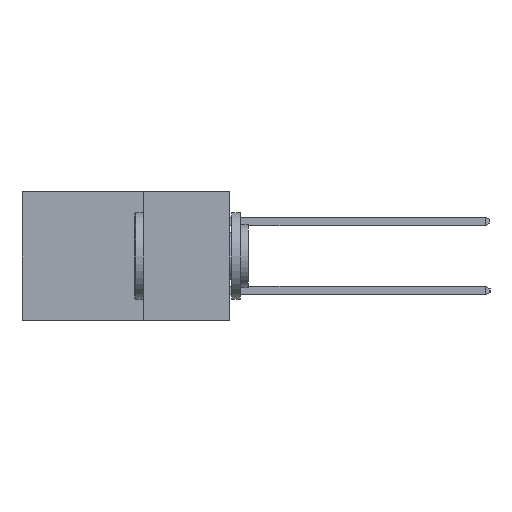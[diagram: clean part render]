
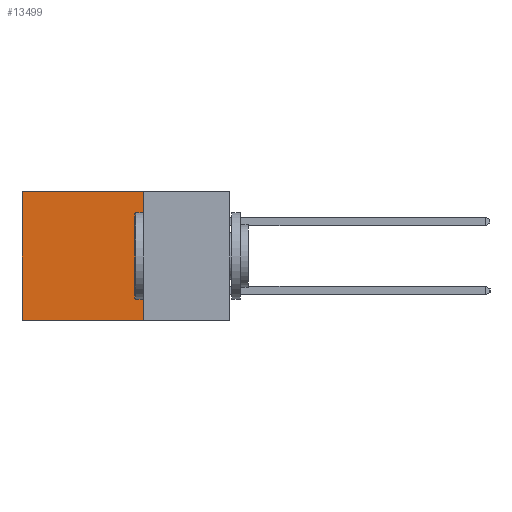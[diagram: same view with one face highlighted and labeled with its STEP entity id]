
A CAD part, left-side view. The second image highlights one B-rep face of the part: STEP entity #13499.
In plain terms, the highlighted planar face has unit normal (-1, 0, 0).
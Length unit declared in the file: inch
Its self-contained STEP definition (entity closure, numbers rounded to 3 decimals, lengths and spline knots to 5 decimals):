
#1067 = LINE ( 'NONE', #5887, #8344 ) ;
#1085 = LINE ( 'NONE', #5540, #11060 ) ;
#1427 = EDGE_LOOP ( 'NONE', ( #5827, #8217, #10623, #13943 ) ) ;
#1821 = EDGE_CURVE ( 'NONE', #3178, #4432, #10358, .T. ) ;
#2023 = CARTESIAN_POINT ( 'NONE',  ( 0.2615, 0.25, 0. ) ) ;
#3178 = VERTEX_POINT ( 'NONE', #3633 ) ;
#3633 = CARTESIAN_POINT ( 'NONE',  ( 0.2615, 0.25, 0. ) ) ;
#3656 = DIRECTION ( 'NONE',  ( 0., 1., 0. ) ) ;
#4432 = VERTEX_POINT ( 'NONE', #5246 ) ;
#4920 = PLANE ( 'NONE',  #12982 ) ;
#5246 = CARTESIAN_POINT ( 'NONE',  ( 0.2615, 0.6, 0. ) ) ;
#5425 = DIRECTION ( 'NONE',  ( 0., 0., -1. ) ) ;
#5457 = EDGE_CURVE ( 'NONE', #3178, #15446, #1085, .T. ) ;
#5540 = CARTESIAN_POINT ( 'NONE',  ( 0.2615, 0.25, -0.37 ) ) ;
#5795 = DIRECTION ( 'NONE',  ( 0., 1., 0. ) ) ;
#5827 = ORIENTED_EDGE ( 'NONE', *, *, #5840, .T. ) ;
#5840 = EDGE_CURVE ( 'NONE', #4432, #16969, #1067, .T. ) ;
#5887 = CARTESIAN_POINT ( 'NONE',  ( 0.2615, 0.6, -0.37 ) ) ;
#6560 = DIRECTION ( 'NONE',  ( 0., 0., -1. ) ) ;
#7601 = DIRECTION ( 'NONE',  ( 0., 0., -1. ) ) ;
#7772 = EDGE_CURVE ( 'NONE', #15446, #16969, #15273, .T. ) ;
#8217 = ORIENTED_EDGE ( 'NONE', *, *, #7772, .F. ) ;
#8344 = VECTOR ( 'NONE', #6560, 39.37008 ) ;
#9120 = VECTOR ( 'NONE', #3656, 39.37008 ) ;
#9923 = VECTOR ( 'NONE', #5795, 39.37008 ) ;
#10358 = LINE ( 'NONE', #2023, #9923 ) ;
#10623 = ORIENTED_EDGE ( 'NONE', *, *, #5457, .F. ) ;
#11060 = VECTOR ( 'NONE', #5425, 39.37008 ) ;
#11678 = CARTESIAN_POINT ( 'NONE',  ( 0.2615, 0.25, -0.37 ) ) ;
#11965 = CARTESIAN_POINT ( 'NONE',  ( 0.2615, 0.6, -0.37 ) ) ;
#12864 = CARTESIAN_POINT ( 'NONE',  ( 0.2615, 0.25, -0.37 ) ) ;
#12982 = AXIS2_PLACEMENT_3D ( 'NONE', #14168, #15460, #7601 ) ;
#13499 = ADVANCED_FACE ( 'NONE', ( #16865 ), #4920, .F. ) ;
#13943 = ORIENTED_EDGE ( 'NONE', *, *, #1821, .T. ) ;
#14168 = CARTESIAN_POINT ( 'NONE',  ( 0.2615, 0.25, -0.37 ) ) ;
#15273 = LINE ( 'NONE', #11678, #9120 ) ;
#15446 = VERTEX_POINT ( 'NONE', #12864 ) ;
#15460 = DIRECTION ( 'NONE',  ( 1., 0., 0. ) ) ;
#16865 = FACE_OUTER_BOUND ( 'NONE', #1427, .T. ) ;
#16969 = VERTEX_POINT ( 'NONE', #11965 ) ;
